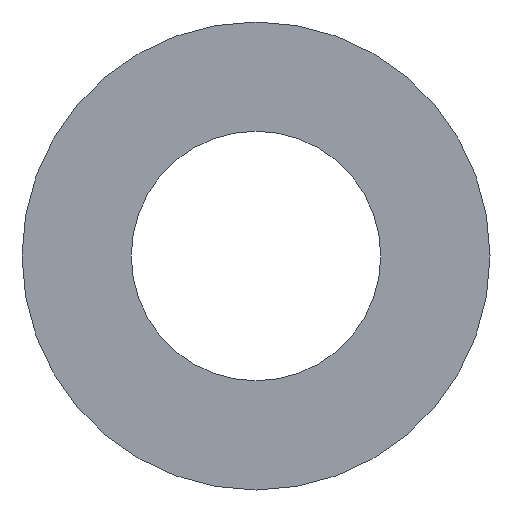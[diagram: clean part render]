
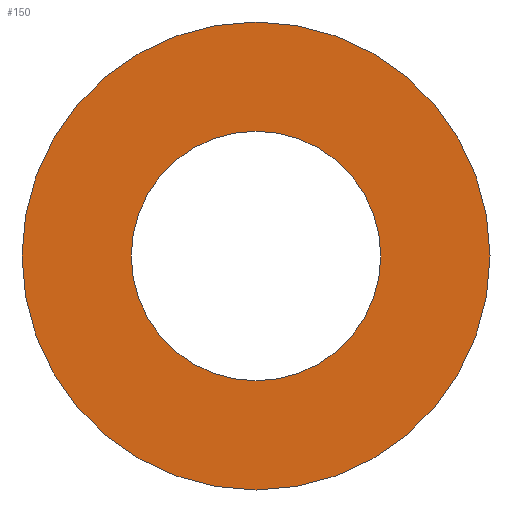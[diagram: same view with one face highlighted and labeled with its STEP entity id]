
A CAD part, left-side view. The second image highlights one B-rep face of the part: STEP entity #150.
In plain terms, the highlighted planar face has unit normal (-1, 0, 0).
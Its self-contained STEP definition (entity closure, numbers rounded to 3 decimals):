
#72 = VERTEX_POINT( '', #184 );
#74 = VERTEX_POINT( '', #186 );
#108 = EDGE_CURVE( '', #148, #72, #222, .T. );
#116 = EDGE_CURVE( '', #120, #74, #231, .T. );
#120 = VERTEX_POINT( '', #236 );
#130 = EDGE_CURVE( '', #72, #148, #248, .T. );
#148 = VERTEX_POINT( '', #271 );
#150 = ADVANCED_FACE( '', ( #273, #274 ), #275, .T. );
#166 = EDGE_CURVE( '', #74, #120, #292, .T. );
#184 = CARTESIAN_POINT( '', ( -143., -69., 0. ) );
#186 = CARTESIAN_POINT( '', ( -143., 36.8, 0. ) );
#222 = CIRCLE( '', #352, 69. );
#231 = CIRCLE( '', #363, 36.8 );
#236 = CARTESIAN_POINT( '', ( -143., -36.8, 0. ) );
#248 = CIRCLE( '', #382, 69. );
#271 = CARTESIAN_POINT( '', ( -143., 69., 0. ) );
#273 = FACE_BOUND( '', #414, .T. );
#274 = FACE_OUTER_BOUND( '', #415, .T. );
#275 = PLANE( '', #416 );
#292 = CIRCLE( '', #437, 36.8 );
#352 = AXIS2_PLACEMENT_3D( '', #473, #474, #475 );
#363 = AXIS2_PLACEMENT_3D( '', #487, #488, #489 );
#382 = AXIS2_PLACEMENT_3D( '', #517, #518, #519 );
#414 = EDGE_LOOP( '', ( #551, #552 ) );
#415 = EDGE_LOOP( '', ( #553, #554 ) );
#416 = AXIS2_PLACEMENT_3D( '', #555, #556, #557 );
#437 = AXIS2_PLACEMENT_3D( '', #575, #576, #577 );
#473 = CARTESIAN_POINT( '', ( -143., 0., 0. ) );
#474 = DIRECTION( '', ( -1., 0., 0. ) );
#475 = DIRECTION( '', ( 0., 1., 0. ) );
#487 = CARTESIAN_POINT( '', ( -143., 0., 0. ) );
#488 = DIRECTION( '', ( -1., 0., 0. ) );
#489 = DIRECTION( '', ( 0., 1., 0. ) );
#517 = CARTESIAN_POINT( '', ( -143., 0., 0. ) );
#518 = DIRECTION( '', ( -1., 0., 0. ) );
#519 = DIRECTION( '', ( 0., 1., 0. ) );
#551 = ORIENTED_EDGE( '', *, *, #166, .F. );
#552 = ORIENTED_EDGE( '', *, *, #116, .F. );
#553 = ORIENTED_EDGE( '', *, *, #108, .T. );
#554 = ORIENTED_EDGE( '', *, *, #130, .T. );
#555 = CARTESIAN_POINT( '', ( -143., 52.9, 0. ) );
#556 = DIRECTION( '', ( -1., 0., 0. ) );
#557 = DIRECTION( '', ( 0., 1., 0. ) );
#575 = CARTESIAN_POINT( '', ( -143., 0., 0. ) );
#576 = DIRECTION( '', ( -1., 0., 0. ) );
#577 = DIRECTION( '', ( 0., 1., 0. ) );
